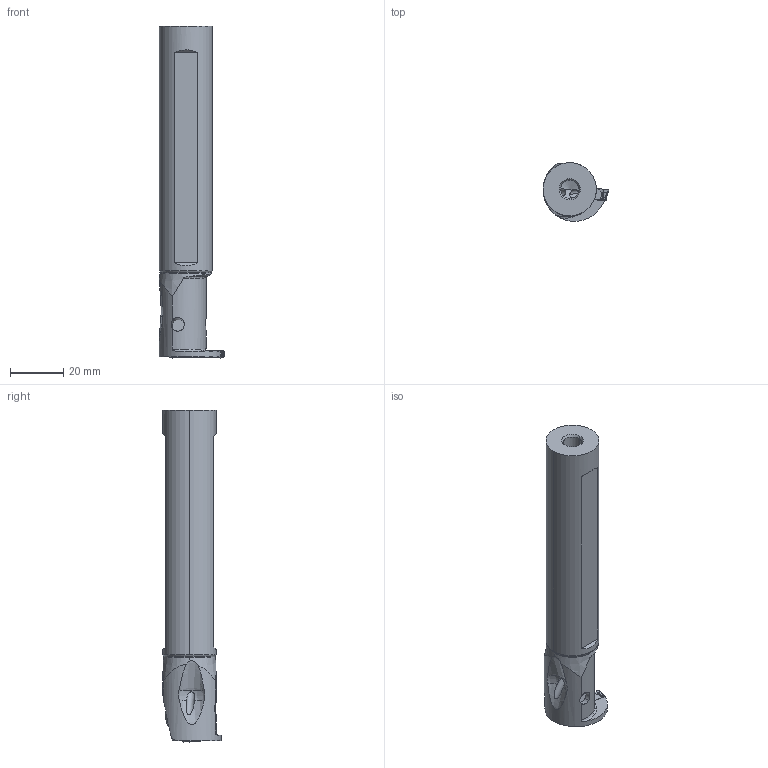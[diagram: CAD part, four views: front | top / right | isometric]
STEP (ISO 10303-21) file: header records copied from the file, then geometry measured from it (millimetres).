
FILE_DESCRIPTION(/* description */ (''),/* implementation_level */ '2;1');
FILE_NAME(/* name */ 'GYAL20K90A-F06_CW3_00_MR1_5.stp',/* time_stamp */ '2023-02-27T12:28:59+09:00',/* author */ (''),/* organization */ (''),/* preprocessor_version */ 'ST-DEVELOPER v16',/* originating_system */ 'SIEMENS PLM Software NX 10.0',/* authorisation */ '');
FILE_SCHEMA (('AUTOMOTIVE_DESIGN { 1 0 10303 214 3 1 1 1 }'));
Length unit declared in the file: millimetre
Products named in the file (1): GYAL20K90A-F06_CW3_00_MR1_5_ASM
Bounding box: 24.69 x 21.88 x 125 mm (x, y, z)
Volume: 32200.1 mm3; surface area: 11557.9 mm2
Topology: 2 solids, 2 shells, 185 faces, 562 edges, 401 vertices
Faces by surface type: cylinder 61, bspline 49, plane 47, cone 17, torus 7, sphere 2, extrusion 2
Entity records: 11855 total; most frequent: CARTESIAN_POINT 7304, ORIENTED_EDGE 1072, DIRECTION 707, EDGE_CURVE 536, VERTEX_POINT 356, AXIS2_PLACEMENT_3D 270, B_SPLINE_CURVE_WITH_KNOTS 252, EDGE_LOOP 192
